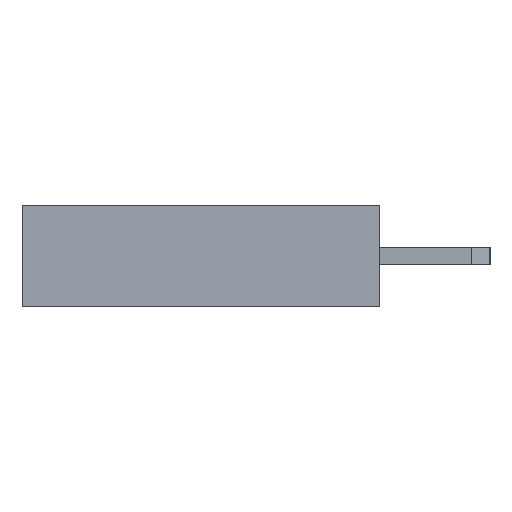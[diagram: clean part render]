
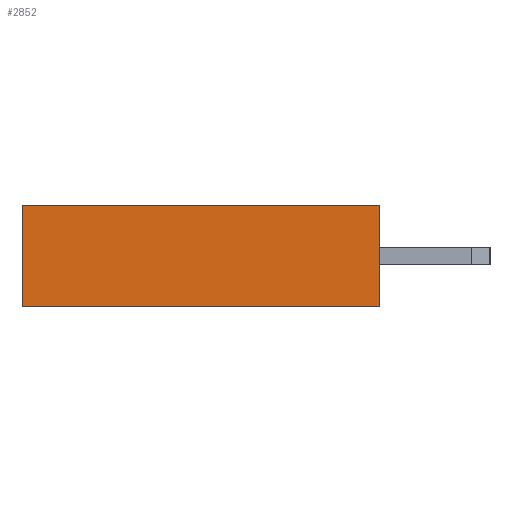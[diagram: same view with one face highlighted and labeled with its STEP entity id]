
A CAD part, left-side view. The second image highlights one B-rep face of the part: STEP entity #2852.
In plain terms, the highlighted planar face has unit normal (-1, 0, 0).
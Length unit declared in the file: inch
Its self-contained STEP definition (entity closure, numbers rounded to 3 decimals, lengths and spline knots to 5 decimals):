
#295=ORIENTED_EDGE('',*,*,#1024,.T.);
#296=ORIENTED_EDGE('',*,*,#879,.F.);
#297=ORIENTED_EDGE('',*,*,#1043,.F.);
#298=ORIENTED_EDGE('',*,*,#871,.T.);
#871=EDGE_CURVE('',#1274,#1273,#1541,.T.);
#879=EDGE_CURVE('',#1281,#1282,#1549,.T.);
#1024=EDGE_CURVE('',#1273,#1282,#1694,.T.);
#1043=EDGE_CURVE('',#1274,#1281,#1713,.T.);
#1273=VERTEX_POINT('',#3902);
#1274=VERTEX_POINT('',#3904);
#1281=VERTEX_POINT('',#3919);
#1282=VERTEX_POINT('',#3921);
#1541=LINE('',#3903,#1943);
#1549=LINE('',#3920,#1951);
#1694=LINE('',#4209,#2096);
#1713=LINE('',#4238,#2115);
#1943=VECTOR('',#3166,39.37008);
#1951=VECTOR('',#3176,39.37008);
#2096=VECTOR('',#3395,39.37008);
#2115=VECTOR('',#3434,39.37008);
#2357=EDGE_LOOP('',(#295,#296,#297,#298));
#2531=FACE_BOUND('',#2357,.T.);
#2705=PLANE('',#3025);
#2852=ADVANCED_FACE('',(#2531),#2705,.F.);
#3025=AXIS2_PLACEMENT_3D('',#4237,#3432,#3433);
#3166=DIRECTION('',(0.,-1.,0.));
#3176=DIRECTION('',(0.,-1.,0.));
#3395=DIRECTION('',(0.,0.,1.));
#3432=DIRECTION('',(1.,0.,0.));
#3433=DIRECTION('',(0.,0.,-1.));
#3434=DIRECTION('',(0.,0.,1.));
#3902=CARTESIAN_POINT('',(-0.46,0.,-0.0475));
#3903=CARTESIAN_POINT('',(-0.46,0.335,-0.0475));
#3904=CARTESIAN_POINT('',(-0.46,0.335,-0.0475));
#3919=CARTESIAN_POINT('',(-0.46,0.335,0.0475));
#3920=CARTESIAN_POINT('',(-0.46,0.335,0.0475));
#3921=CARTESIAN_POINT('',(-0.46,0.,0.0475));
#4209=CARTESIAN_POINT('',(-0.46,0.,-0.0475));
#4237=CARTESIAN_POINT('',(-0.46,0.335,-0.0475));
#4238=CARTESIAN_POINT('',(-0.46,0.335,-0.0475));
